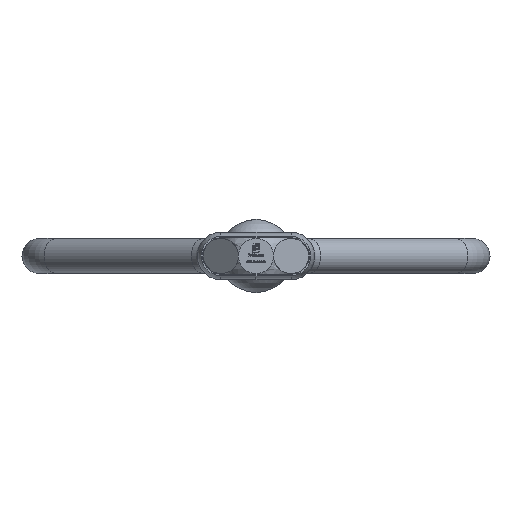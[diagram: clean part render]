
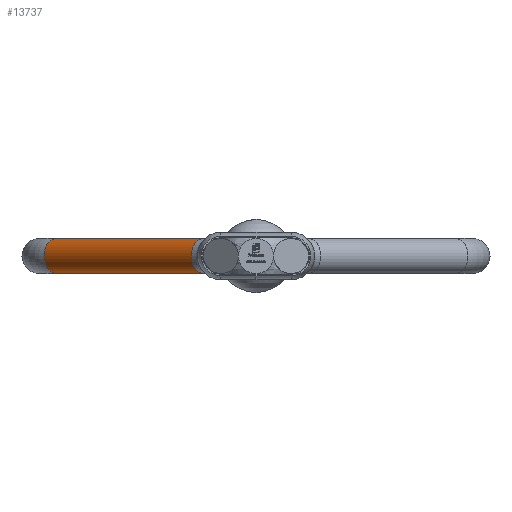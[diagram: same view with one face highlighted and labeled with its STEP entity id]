
A CAD part, front view. The second image highlights one B-rep face of the part: STEP entity #13737.
In plain terms, the highlighted cylindrical face has radius 6 mm (diameter 12 mm), a full revolution.
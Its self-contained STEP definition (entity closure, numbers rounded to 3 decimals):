
#7 = FACE_OUTER_BOUND ( 'NONE', #9432, .T. ) ;
#77 = CARTESIAN_POINT ( 'NONE',  ( -1.615, -60.184, 0. ) ) ;
#881 = VERTEX_POINT ( 'NONE', #77 ) ;
#1322 = EDGE_CURVE ( 'NONE', #5074, #5074, #11337, .T. ) ;
#1877 = CARTESIAN_POINT ( 'NONE',  ( -5.858, -64.426, 0. ) ) ;
#2161 = DIRECTION ( 'NONE',  ( 0.707, -0.707, 0. ) ) ;
#5074 = VERTEX_POINT ( 'NONE', #5914 ) ;
#5224 = ORIENTED_EDGE ( 'NONE', *, *, #11371, .F. ) ;
#5909 = AXIS2_PLACEMENT_3D ( 'NONE', #9032, #2161, #14727 ) ;
#5914 = CARTESIAN_POINT ( 'NONE',  ( -51.899, -9.899, 0. ) ) ;
#6707 = EDGE_LOOP ( 'NONE', ( #11802 ) ) ;
#7813 = DIRECTION ( 'NONE',  ( 0.707, -0.707, 0. ) ) ;
#8186 = FACE_OUTER_BOUND ( 'NONE', #6707, .T. ) ;
#8893 = DIRECTION ( 'NONE',  ( 0.707, 0.707, 0. ) ) ;
#9032 = CARTESIAN_POINT ( 'NONE',  ( -56.142, -14.142, 0. ) ) ;
#9318 = CIRCLE ( 'NONE', #11733, 6. ) ;
#9432 = EDGE_LOOP ( 'NONE', ( #5224 ) ) ;
#9459 = DIRECTION ( 'NONE',  ( 0.707, -0.707, 0. ) ) ;
#10567 = DIRECTION ( 'NONE',  ( 0.707, 0.707, 0. ) ) ;
#10880 = AXIS2_PLACEMENT_3D ( 'NONE', #12850, #9459, #10567 ) ;
#11337 = CIRCLE ( 'NONE', #10880, 6. ) ;
#11371 = EDGE_CURVE ( 'NONE', #881, #881, #9318, .T. ) ;
#11733 = AXIS2_PLACEMENT_3D ( 'NONE', #1877, #7813, #8893 ) ;
#11802 = ORIENTED_EDGE ( 'NONE', *, *, #1322, .T. ) ;
#12850 = CARTESIAN_POINT ( 'NONE',  ( -56.142, -14.142, 0. ) ) ;
#13737 = ADVANCED_FACE ( 'NONE', ( #7, #8186 ), #13830, .T. ) ;
#13830 = CYLINDRICAL_SURFACE ( 'NONE', #5909, 6. ) ;
#14727 = DIRECTION ( 'NONE',  ( 0.707, 0.707, 0. ) ) ;
